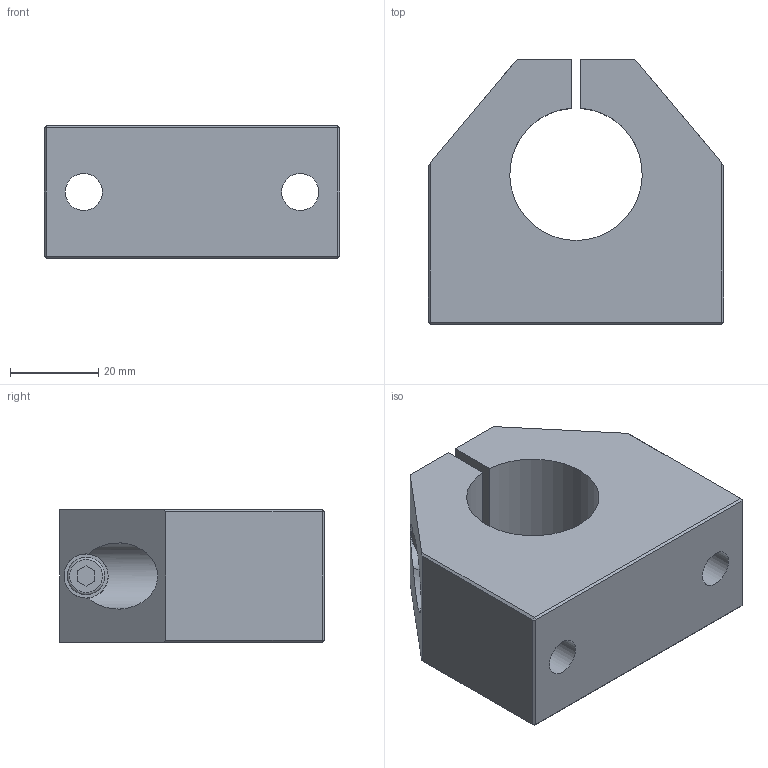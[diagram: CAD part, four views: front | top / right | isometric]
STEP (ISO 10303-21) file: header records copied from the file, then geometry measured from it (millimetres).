
FILE_DESCRIPTION(/* description */ ('Wellenbock für Gehäusseserie CGE'),/* implementation_level */ '2;1');
FILE_NAME(/* name */ '161747-0.step',/* time_stamp */ '2021-08-16T08:51:41+02:00',/* author */ ('Praktikum'),/* organization */ (''),/* preprocessor_version */ 'ST-DEVELOPER v18.1',/* originating_system */ 'Autodesk Inventor 2021',/* authorisation */ '');
FILE_SCHEMA (('AUTOMOTIVE_DESIGN { 1 0 10303 214 3 1 1 }'));
Length unit declared in the file: millimetre
Products named in the file (1): 16-1747-0FZ.001
Bounding box: 67 x 60 x 30 mm (x, y, z)
Volume: 73931.2 mm3; surface area: 19225.8 mm2
Topology: 1 solids, 1 shells, 49 faces, 110 edges, 69 vertices
Faces by surface type: plane 37, cylinder 11, torus 1
Full cylindrical faces by diameter (mm): 4.134 x1, 5.5 x1, 8.376 x2, 8.4 x2, 8.5 x1, 10 x1, 15 x2
Entity records: 1440 total; most frequent: CARTESIAN_POINT 278, DIRECTION 232, ORIENTED_EDGE 220, EDGE_CURVE 110, LINE 80, VECTOR 80, AXIS2_PLACEMENT_3D 76, VERTEX_POINT 69
